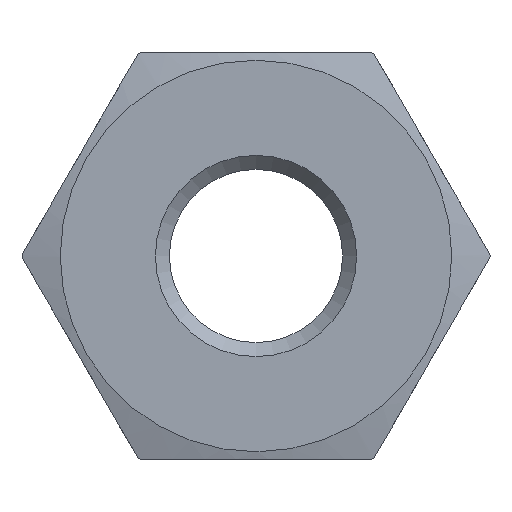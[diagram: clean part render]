
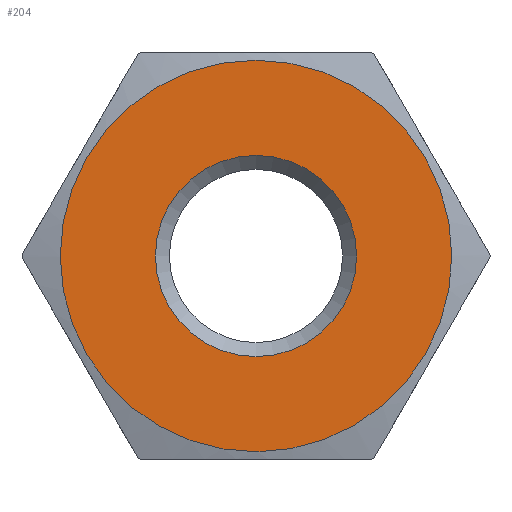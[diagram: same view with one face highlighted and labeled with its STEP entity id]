
A CAD part, left-side view. The second image highlights one B-rep face of the part: STEP entity #204.
In plain terms, the highlighted planar face has unit normal (-1, 0, 0).
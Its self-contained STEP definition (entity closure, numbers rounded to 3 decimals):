
#108=FACE_BOUND('',#259,.T.);
#109=FACE_BOUND('',#260,.T.);
#172=CIRCLE('',#574,13.);
#173=CIRCLE('',#575,6.679);
#204=ADVANCED_FACE('',(#108,#109),#231,.F.);
#231=PLANE('',#576);
#259=EDGE_LOOP('',(#361));
#260=EDGE_LOOP('',(#362));
#361=ORIENTED_EDGE('',*,*,#505,.T.);
#362=ORIENTED_EDGE('',*,*,#506,.T.);
#449=VERTEX_POINT('',#885);
#450=VERTEX_POINT('',#887);
#505=EDGE_CURVE('',#449,#449,#172,.T.);
#506=EDGE_CURVE('',#450,#450,#173,.T.);
#574=AXIS2_PLACEMENT_3D('',#884,#677,#678);
#575=AXIS2_PLACEMENT_3D('',#886,#679,#680);
#576=AXIS2_PLACEMENT_3D('',#888,#681,#682);
#677=DIRECTION('',(-1.,0.,0.));
#678=DIRECTION('',(0.,0.,1.));
#679=DIRECTION('',(1.,0.,0.));
#680=DIRECTION('',(0.,0.,-1.));
#681=DIRECTION('',(1.,0.,0.));
#682=DIRECTION('',(0.,0.,-1.));
#884=CARTESIAN_POINT('',(0.,0.,0.));
#885=CARTESIAN_POINT('',(0.,0.,13.));
#886=CARTESIAN_POINT('',(0.,0.,0.));
#887=CARTESIAN_POINT('',(0.,0.,-6.679));
#888=CARTESIAN_POINT('',(0.,0.,0.));
